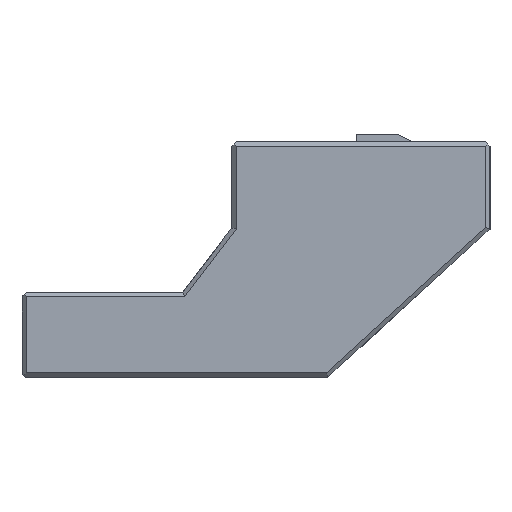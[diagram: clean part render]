
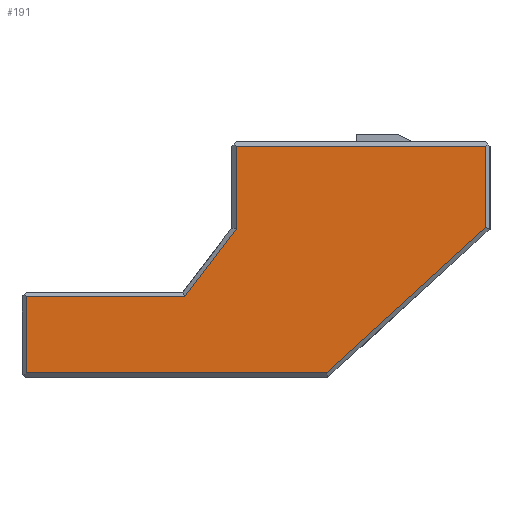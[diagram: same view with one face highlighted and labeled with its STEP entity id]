
A CAD part, left-side view. The second image highlights one B-rep face of the part: STEP entity #191.
In plain terms, the highlighted planar face has unit normal (-1, 0, 0).
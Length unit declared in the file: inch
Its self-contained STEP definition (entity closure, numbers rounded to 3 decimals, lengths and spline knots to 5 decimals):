
#191=ADVANCED_FACE('',(#496),#497,.T.);
#496=FACE_OUTER_BOUND('',#915,.T.);
#497=PLANE('',#916);
#915=EDGE_LOOP('',(#1537,#1538,#1539,#1540,#1541,#1542,#1543,#1544));
#916=AXIS2_PLACEMENT_3D('',#1545,#1546,#1547);
#1537=ORIENTED_EDGE('',*,*,#2732,.F.);
#1538=ORIENTED_EDGE('',*,*,#2733,.F.);
#1539=ORIENTED_EDGE('',*,*,#2734,.F.);
#1540=ORIENTED_EDGE('',*,*,#2735,.F.);
#1541=ORIENTED_EDGE('',*,*,#2736,.F.);
#1542=ORIENTED_EDGE('',*,*,#2737,.F.);
#1543=ORIENTED_EDGE('',*,*,#2738,.F.);
#1544=ORIENTED_EDGE('',*,*,#2739,.F.);
#1545=CARTESIAN_POINT('',(-0.76017,-1.98528,-0.37627));
#1546=DIRECTION('',(-1.0,0.,0.));
#1547=DIRECTION('',(0.,0.,-1.0));
#2732=EDGE_CURVE('',#3285,#3286,#3287,.T.);
#2733=EDGE_CURVE('',#3288,#3285,#3289,.T.);
#2734=EDGE_CURVE('',#3290,#3288,#3291,.T.);
#2735=EDGE_CURVE('',#3292,#3290,#3293,.T.);
#2736=EDGE_CURVE('',#3294,#3292,#3295,.T.);
#2737=EDGE_CURVE('',#3296,#3294,#3297,.T.);
#2738=EDGE_CURVE('',#3298,#3296,#3299,.T.);
#2739=EDGE_CURVE('',#3286,#3298,#3300,.T.);
#3285=VERTEX_POINT('',#4061);
#3286=VERTEX_POINT('',#4062);
#3287=LINE('',#4063,#4064);
#3288=VERTEX_POINT('',#4065);
#3289=LINE('',#4066,#4067);
#3290=VERTEX_POINT('',#4068);
#3291=LINE('',#4069,#4070);
#3292=VERTEX_POINT('',#4071);
#3293=LINE('',#4072,#4073);
#3294=VERTEX_POINT('',#4074);
#3295=LINE('',#4075,#4076);
#3296=VERTEX_POINT('',#4077);
#3297=LINE('',#4078,#4079);
#3298=VERTEX_POINT('',#4080);
#3299=LINE('',#4081,#4082);
#3300=LINE('',#4083,#4084);
#4061=CARTESIAN_POINT('',(-0.76017,-3.42218,0.44694));
#4062=CARTESIAN_POINT('',(-0.76017,-2.53113,-0.36663));
#4063=CARTESIAN_POINT('',(-0.76017,-2.60845,-0.29604));
#4064=VECTOR('',#5116,1.);
#4065=CARTESIAN_POINT('',(-0.76017,-3.42218,0.90086));
#4066=CARTESIAN_POINT('',(-0.76017,-3.42218,-0.05366));
#4067=VECTOR('',#5117,1.0);
#4068=CARTESIAN_POINT('',(-0.76017,-2.02722,0.90086));
#4069=CARTESIAN_POINT('',(-0.76017,-2.05091,0.90086));
#4070=VECTOR('',#5118,1.0);
#4071=CARTESIAN_POINT('',(-0.76017,-2.02722,0.43607));
#4072=CARTESIAN_POINT('',(-0.76017,-2.02722,-0.10368));
#4073=VECTOR('',#5119,1.0);
#4074=CARTESIAN_POINT('',(-0.76017,-1.73971,0.05856));
#4075=CARTESIAN_POINT('',(-0.76017,-1.71321,0.02377));
#4076=VECTOR('',#5120,1.);
#4077=CARTESIAN_POINT('',(-0.76017,-0.85437,0.05856));
#4078=CARTESIAN_POINT('',(-0.76017,-2.09655,0.05856));
#4079=VECTOR('',#5121,1.0);
#4080=CARTESIAN_POINT('',(-0.76017,-0.85437,-0.36663));
#4081=CARTESIAN_POINT('',(-0.76017,-0.85437,-0.38728));
#4082=VECTOR('',#5122,1.0);
#4083=CARTESIAN_POINT('',(-0.76017,-1.80344,-0.36663));
#4084=VECTOR('',#5123,1.0);
#5116=DIRECTION('',(0.,0.738,-0.674));
#5117=DIRECTION('',(0.0,0.0,-1.0));
#5118=DIRECTION('',(0.,-1.0,0.0));
#5119=DIRECTION('',(0.0,0.0,1.0));
#5120=DIRECTION('',(0.,-0.606,0.796));
#5121=DIRECTION('',(0.,-1.0,0.0));
#5122=DIRECTION('',(0.0,0.0,1.0));
#5123=DIRECTION('',(0.,1.0,0.0));
